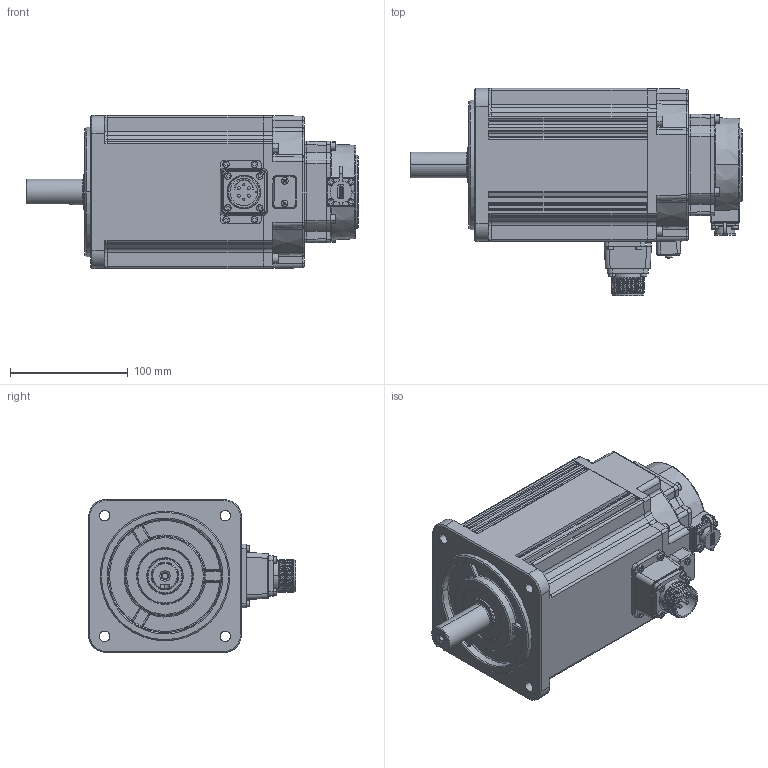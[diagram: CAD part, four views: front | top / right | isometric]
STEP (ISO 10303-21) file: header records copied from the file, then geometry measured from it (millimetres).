
FILE_DESCRIPTION (( 'STEP AP203' ), '1' );
FILE_NAME ('MS6G-130TL15EZ2-42P3.STEP', '2023-10-30T07:54:30', ( '' ), ( '' ), 'SwSTEP 2.0', 'SolidWorks 2022', '' );
FILE_SCHEMA (( 'CONFIG_CONTROL_DESIGN' ));
Length unit declared in the file: millimetre
Products named in the file (1): MS6G-130TL15EZ2-42P3
Bounding box: 282 x 175.9 x 130 mm (x, y, z)
Surface area: 179233.4 mm2 (no closed solid volume)
Topology: 0 solids, 44 shells, 991 faces, 3297 edges, 2300 vertices
Faces by surface type: plane 405, cylinder 313, bspline 118, torus 94, cone 57, sphere 4
Entity records: 42243 total; most frequent: CARTESIAN_POINT 15395, ORIENTED_EDGE 5372, DIRECTION 5226, EDGE_CURVE 3275, VERTEX_POINT 2300, AXIS2_PLACEMENT_3D 1892, LINE 1442, VECTOR 1442
